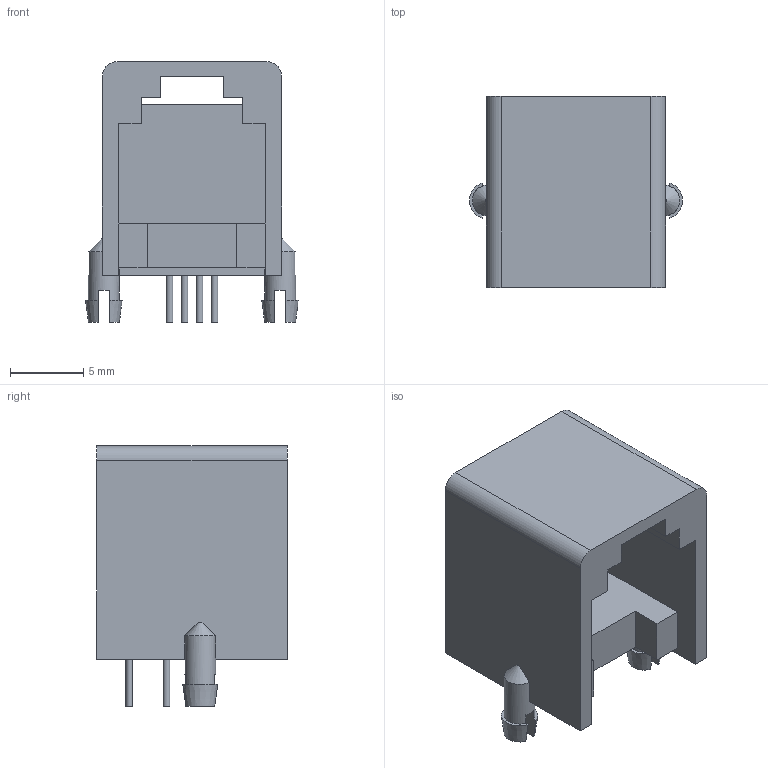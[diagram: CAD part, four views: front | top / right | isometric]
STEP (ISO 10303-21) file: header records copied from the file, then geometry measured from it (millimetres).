
FILE_DESCRIPTION(/* description */ (''),/* implementation_level */ '2;1');
FILE_NAME(/* name */ 'TJ6P4C.stp',/* time_stamp */ '2020-04-15T03:58:49+03:00',/* author */ ('Boris'),/* organization */ (''),/* preprocessor_version */ 'ST-DEVELOPER v17.2',/* originating_system */ 'Autodesk Inventor 2019',/* authorisation */ '');
FILE_SCHEMA (('AUTOMOTIVE_DESIGN { 1 0 10303 214 3 1 1 }'));
Length unit declared in the file: millimetre
Products named in the file (1): TJ6P4C
Bounding box: 14.49 x 13 x 17.75 mm (x, y, z)
Volume: 975 mm3; surface area: 1657.7 mm2
Topology: 1 solids, 1 shells, 73 faces, 204 edges, 136 vertices
Faces by surface type: plane 59, cylinder 8, cone 6
Full cylindrical faces by diameter (mm): 0.45 x4, 2.1 x2
Entity records: 2464 total; most frequent: CARTESIAN_POINT 438, ORIENTED_EDGE 408, DIRECTION 382, EDGE_CURVE 204, LINE 150, VECTOR 150, VERTEX_POINT 136, AXIS2_PLACEMENT_3D 116
